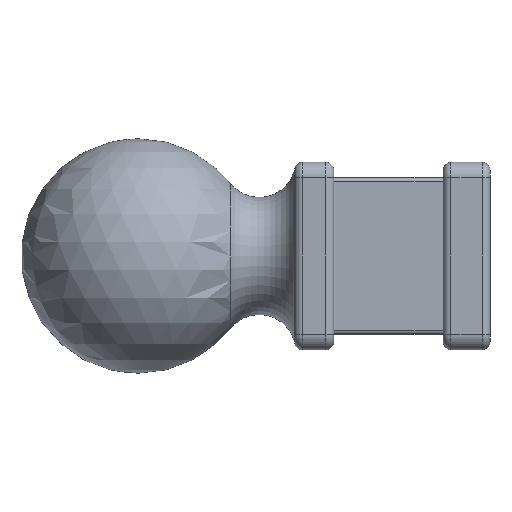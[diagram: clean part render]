
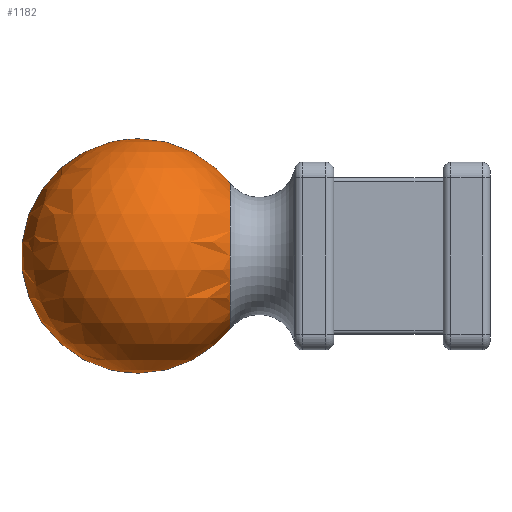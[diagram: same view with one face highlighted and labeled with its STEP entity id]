
A CAD part, left-side view. The second image highlights one B-rep face of the part: STEP entity #1182.
In plain terms, the highlighted spherical face has radius 15 mm.
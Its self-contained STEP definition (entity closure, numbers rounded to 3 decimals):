
#1182 = ADVANCED_FACE ( 'NONE', ( #3131 ), #9584, .T. ) ;
#1494 = DIRECTION ( 'NONE',  ( 1., 0., 0. ) ) ;
#2851 = DIRECTION ( 'NONE',  ( 0., -1., 0. ) ) ;
#2925 = ORIENTED_EDGE ( 'NONE', *, *, #2975, .F. ) ;
#2975 = EDGE_CURVE ( 'NONE', #6193, #6193, #10849, .T. ) ;
#3131 = FACE_OUTER_BOUND ( 'NONE', #10062, .T. ) ;
#3627 = CARTESIAN_POINT ( 'NONE',  ( 0., 33.22, 0. ) ) ;
#5337 = DIRECTION ( 'NONE',  ( 0., 0., 1. ) ) ;
#6193 = VERTEX_POINT ( 'NONE', #11598 ) ;
#6576 = DIRECTION ( 'NONE',  ( 0., 0., -1. ) ) ;
#7187 = AXIS2_PLACEMENT_3D ( 'NONE', #10838, #5337, #1494 ) ;
#9584 = SPHERICAL_SURFACE ( 'NONE', #7187, 15. ) ;
#9674 = AXIS2_PLACEMENT_3D ( 'NONE', #3627, #2851, #6576 ) ;
#10062 = EDGE_LOOP ( 'NONE', ( #2925 ) ) ;
#10838 = CARTESIAN_POINT ( 'NONE',  ( 0., 45., 0. ) ) ;
#10849 = CIRCLE ( 'NONE', #9674, 9.287 ) ;
#11598 = CARTESIAN_POINT ( 'NONE',  ( 0., 33.22, -9.287 ) ) ;
